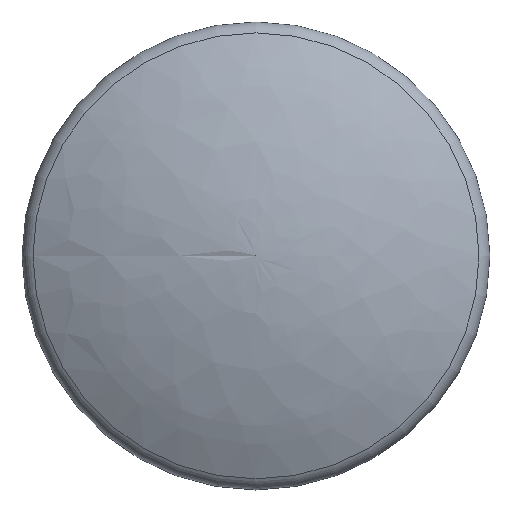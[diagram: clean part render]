
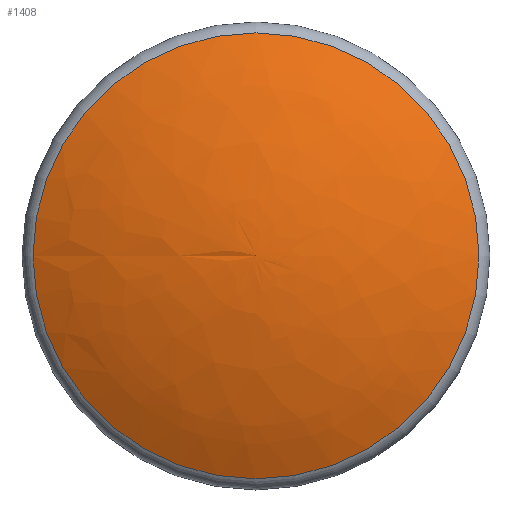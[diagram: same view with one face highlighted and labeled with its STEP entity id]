
A CAD part, top view. The second image highlights one B-rep face of the part: STEP entity #1408.
In plain terms, the highlighted free-form (B-spline) face has degree [2, 2] with [3, 9] control points.
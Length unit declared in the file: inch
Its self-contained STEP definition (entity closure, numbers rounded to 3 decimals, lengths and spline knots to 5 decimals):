
#1348=CARTESIAN_POINT('',(-0.22408,0.0,0.13077));
#1349=VERTEX_POINT('',#1348);
#1350=CARTESIAN_POINT('',(0.,-0.22408,0.13077));
#1351=VERTEX_POINT('',#1350);
#1352=CARTESIAN_POINT('',(0.0,0.0,0.13077));
#1353=DIRECTION('',(0.0,0.0,-1.0));
#1354=DIRECTION('',(0.0,1.0,0.0));
#1355=AXIS2_PLACEMENT_3D('',#1352,#1353,#1354);
#1356=CIRCLE('',#1355,0.22408);
#1357=EDGE_CURVE('',#1349,#1351,#1356,.T.);
#1359=CARTESIAN_POINT('',(0.0,0.0,0.13077));
#1360=DIRECTION('',(0.0,0.0,-1.0));
#1361=DIRECTION('',(0.0,1.0,0.0));
#1362=AXIS2_PLACEMENT_3D('',#1359,#1360,#1361);
#1363=CIRCLE('',#1362,0.22408);
#1364=EDGE_CURVE('',#1351,#1349,#1363,.T.);
#1369=CARTESIAN_POINT('',(-0.22408,0.,0.13077));
#1370=CARTESIAN_POINT('',(-0.11815,0.,0.18313));
#1371=CARTESIAN_POINT('',(0.,0.,0.18504));
#1372=CARTESIAN_POINT('',(-0.22408,0.22408,0.13077));
#1373=CARTESIAN_POINT('',(-0.11815,0.11815,0.18313));
#1374=CARTESIAN_POINT('',(0.,0.,0.18504));
#1375=CARTESIAN_POINT('',(0.,0.22408,0.13077));
#1376=CARTESIAN_POINT('',(0.,0.11815,0.18313));
#1377=CARTESIAN_POINT('',(0.,0.,0.18504));
#1378=CARTESIAN_POINT('',(0.22408,0.22408,0.13077));
#1379=CARTESIAN_POINT('',(0.11815,0.11815,0.18313));
#1380=CARTESIAN_POINT('',(0.,0.,0.18504));
#1381=CARTESIAN_POINT('',(0.22408,0.,0.13077));
#1382=CARTESIAN_POINT('',(0.11815,0.,0.18313));
#1383=CARTESIAN_POINT('',(0.,0.,0.18504));
#1384=CARTESIAN_POINT('',(0.22408,-0.22408,0.13077));
#1385=CARTESIAN_POINT('',(0.11815,-0.11815,0.18313));
#1386=CARTESIAN_POINT('',(0.,0.,0.18504));
#1387=CARTESIAN_POINT('',(0.,-0.22408,0.13077));
#1388=CARTESIAN_POINT('',(0.,-0.11815,0.18313));
#1389=CARTESIAN_POINT('',(0.,0.,0.18504));
#1390=CARTESIAN_POINT('',(-0.22408,-0.22408,0.13077));
#1391=CARTESIAN_POINT('',(-0.11815,-0.11815,0.18313));
#1392=CARTESIAN_POINT('',(0.,0.,0.18504));
#1393=CARTESIAN_POINT('',(-0.22408,0.,0.13077));
#1394=CARTESIAN_POINT('',(-0.11815,0.,0.18313));
#1395=CARTESIAN_POINT('',(0.,0.,0.18504));
#1403=(BOUNDED_SURFACE()B_SPLINE_SURFACE(2,2,((#1369,#1372,#1375,#1378,#1381,#1384,#1387,#1390,#1393),(#1370,#1373,#1376,#1379,#1382,#1385,#1388,#1391,#1394),(#1371,#1374,#1377,#1380,#1383,#1386,#1389,#1392,#1395)),.UNSPECIFIED.,.F.,.T.,.U.)B_SPLINE_SURFACE_WITH_KNOTS((3,3),(3,2,2,2,3),(1.11173,1.5546),(0.0,1.5708,3.14159,4.71239,6.28319),.UNSPECIFIED.)GEOMETRIC_REPRESENTATION_ITEM()RATIONAL_B_SPLINE_SURFACE(((1.0,0.707,1.0,0.707,1.0,0.707,1.0,0.707,1.0),(0.976,0.69,0.976,0.69,0.976,0.69,0.976,0.69,0.976),(1.0,0.707,1.0,0.707,1.0,0.707,1.0,0.707,1.0)))REPRESENTATION_ITEM('')SURFACE());
#1404=ORIENTED_EDGE('',*,*,#1357,.F.);
#1405=ORIENTED_EDGE('',*,*,#1364,.F.);
#1406=EDGE_LOOP('',(#1404,#1405));
#1407=FACE_OUTER_BOUND('',#1406,.T.);
#1408=ADVANCED_FACE('',(#1407),#1403,.T.);
